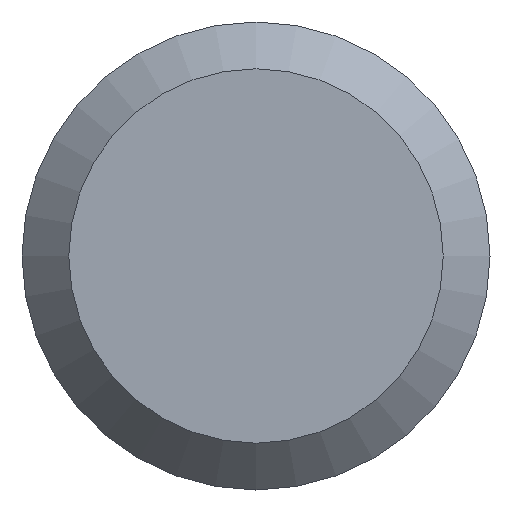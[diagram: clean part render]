
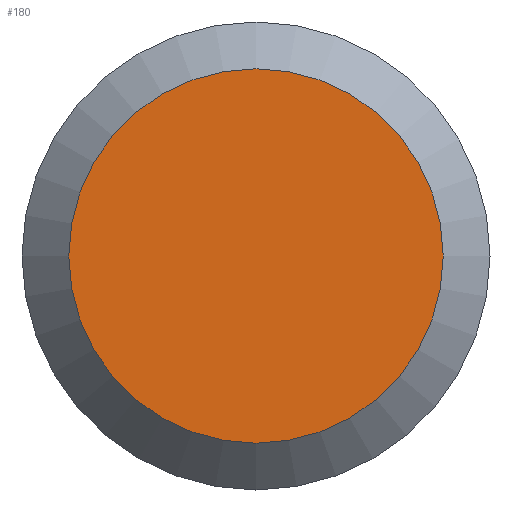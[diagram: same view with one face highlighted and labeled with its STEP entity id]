
A CAD part, left-side view. The second image highlights one B-rep face of the part: STEP entity #180.
In plain terms, the highlighted planar face has unit normal (-1, 0, 0).
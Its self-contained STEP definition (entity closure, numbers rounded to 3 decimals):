
#12 = DIRECTION ( 'NONE',  ( 1., 0., 0. ) ) ;
#15 = DIRECTION ( 'NONE',  ( 0., 0., -1. ) ) ;
#38 = FACE_OUTER_BOUND ( 'NONE', #65, .T. ) ;
#39 = AXIS2_PLACEMENT_3D ( 'NONE', #86, #12, #203 ) ;
#41 = CIRCLE ( 'NONE', #163, 4.28 ) ;
#62 = CARTESIAN_POINT ( 'NONE',  ( 0., 0., 0. ) ) ;
#64 = EDGE_CURVE ( 'NONE', #89, #89, #41, .T. ) ;
#65 = EDGE_LOOP ( 'NONE', ( #196 ) ) ;
#86 = CARTESIAN_POINT ( 'NONE',  ( 0., 5.35, 0. ) ) ;
#89 = VERTEX_POINT ( 'NONE', #90 ) ;
#90 = CARTESIAN_POINT ( 'NONE',  ( 0., 0., -4.28 ) ) ;
#129 = DIRECTION ( 'NONE',  ( -1., 0., 0. ) ) ;
#163 = AXIS2_PLACEMENT_3D ( 'NONE', #62, #129, #15 ) ;
#168 = PLANE ( 'NONE',  #39 ) ;
#180 = ADVANCED_FACE ( 'NONE', ( #38 ), #168, .F. ) ;
#196 = ORIENTED_EDGE ( 'NONE', *, *, #64, .T. ) ;
#203 = DIRECTION ( 'NONE',  ( 0., 0., -1. ) ) ;
